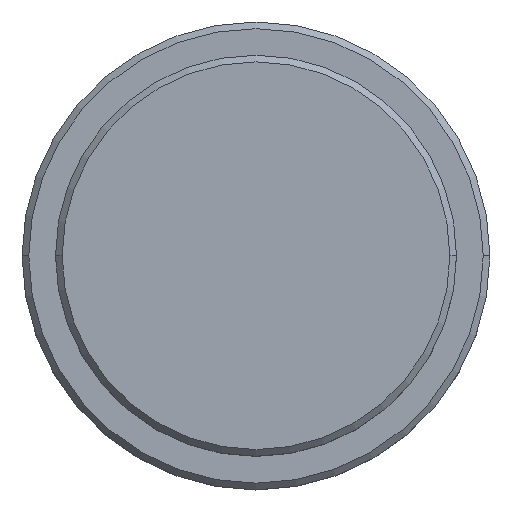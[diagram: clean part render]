
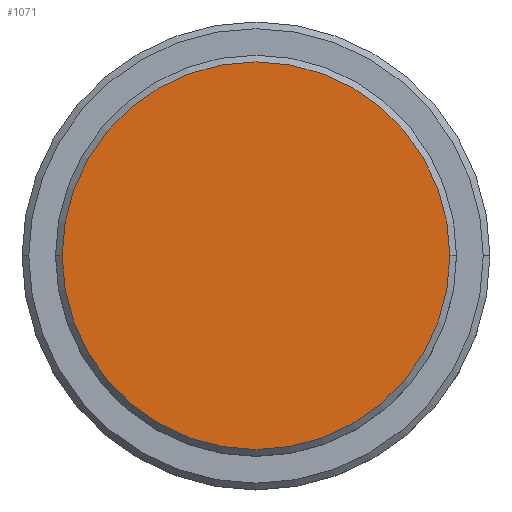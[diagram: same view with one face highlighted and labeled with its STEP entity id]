
A CAD part, top view. The second image highlights one B-rep face of the part: STEP entity #1071.
In plain terms, the highlighted planar face has unit normal (0, 0, 1).
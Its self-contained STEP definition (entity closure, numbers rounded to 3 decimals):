
#2 = DIRECTION ( 'NONE',  ( 1., 0., 0. ) ) ;
#5 = CIRCLE ( 'NONE', #738, 14.5 ) ;
#12 = PLANE ( 'NONE',  #472 ) ;
#148 = CARTESIAN_POINT ( 'NONE',  ( 14.5, 0., 0. ) ) ;
#149 = DIRECTION ( 'NONE',  ( 1., 0., 0. ) ) ;
#158 = DIRECTION ( 'NONE',  ( 1., 0., 0. ) ) ;
#264 = ORIENTED_EDGE ( 'NONE', *, *, #687, .T. ) ;
#278 = DIRECTION ( 'NONE',  ( 0., 0., 1. ) ) ;
#330 = DIRECTION ( 'NONE',  ( 0., 0., 1. ) ) ;
#395 = FACE_OUTER_BOUND ( 'NONE', #898, .T. ) ;
#405 = AXIS2_PLACEMENT_3D ( 'NONE', #1382, #278, #158 ) ;
#454 = CIRCLE ( 'NONE', #405, 14.5 ) ;
#472 = AXIS2_PLACEMENT_3D ( 'NONE', #1197, #976, #2 ) ;
#592 = EDGE_CURVE ( 'NONE', #1329, #887, #5, .T. ) ;
#639 = CARTESIAN_POINT ( 'NONE',  ( -14.5, 0., 0. ) ) ;
#687 = EDGE_CURVE ( 'NONE', #887, #1329, #454, .T. ) ;
#738 = AXIS2_PLACEMENT_3D ( 'NONE', #1319, #330, #149 ) ;
#741 = ORIENTED_EDGE ( 'NONE', *, *, #592, .T. ) ;
#887 = VERTEX_POINT ( 'NONE', #639 ) ;
#898 = EDGE_LOOP ( 'NONE', ( #264, #741 ) ) ;
#976 = DIRECTION ( 'NONE',  ( 0., 0., 1. ) ) ;
#1071 = ADVANCED_FACE ( 'NONE', ( #395 ), #12, .T. ) ;
#1197 = CARTESIAN_POINT ( 'NONE',  ( 0., 0., 0. ) ) ;
#1319 = CARTESIAN_POINT ( 'NONE',  ( 0., 0., 0. ) ) ;
#1329 = VERTEX_POINT ( 'NONE', #148 ) ;
#1382 = CARTESIAN_POINT ( 'NONE',  ( 0., 0., 0. ) ) ;
